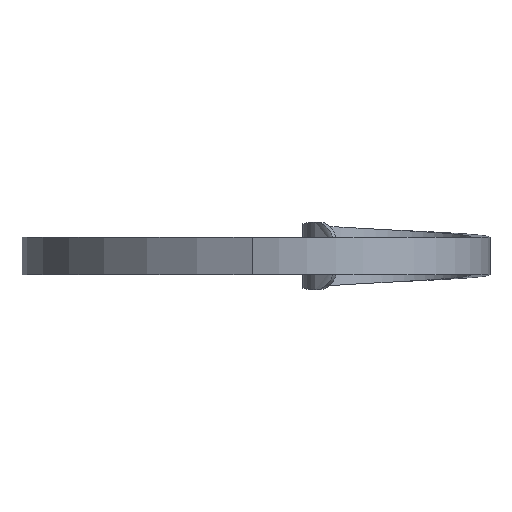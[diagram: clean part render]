
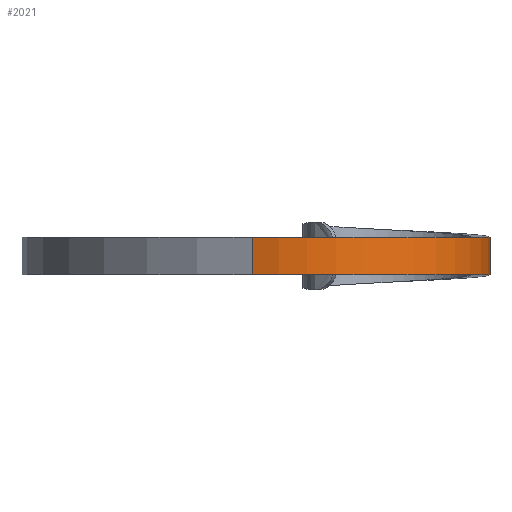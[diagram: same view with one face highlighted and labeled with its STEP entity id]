
A CAD part, left-side view. The second image highlights one B-rep face of the part: STEP entity #2021.
In plain terms, the highlighted cylindrical face has radius 75 mm (diameter 150 mm), a partial arc.
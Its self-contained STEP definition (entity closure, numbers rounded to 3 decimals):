
#820 = VECTOR ( 'NONE', #4616, 1000. ) ;
#988 = CARTESIAN_POINT ( 'NONE',  ( -72.5, -25., 8. ) ) ;
#1353 = ORIENTED_EDGE ( 'NONE', *, *, #11341, .F. ) ;
#1672 = ORIENTED_EDGE ( 'NONE', *, *, #5696, .T. ) ;
#1764 = CARTESIAN_POINT ( 'NONE',  ( -72.5, -25., 0. ) ) ;
#1919 = DIRECTION ( 'NONE',  ( 1., 0., 0. ) ) ;
#2021 = ADVANCED_FACE ( 'NONE', ( #5563 ), #8973, .T. ) ;
#2690 = CARTESIAN_POINT ( 'NONE',  ( -72.5, -25., -8. ) ) ;
#2794 = CARTESIAN_POINT ( 'NONE',  ( -142.605, 1.652, 8. ) ) ;
#2821 = DIRECTION ( 'NONE',  ( -0.935, 0.355, 0. ) ) ;
#3415 = AXIS2_PLACEMENT_3D ( 'NONE', #2690, #4557, #2821 ) ;
#3491 = CIRCLE ( 'NONE', #3415, 75. ) ;
#3789 = ORIENTED_EDGE ( 'NONE', *, *, #7575, .T. ) ;
#3798 = VECTOR ( 'NONE', #5713, 1000. ) ;
#4285 = CARTESIAN_POINT ( 'NONE',  ( -72.5, -100., 8. ) ) ;
#4557 = DIRECTION ( 'NONE',  ( 0., 0., 1. ) ) ;
#4616 = DIRECTION ( 'NONE',  ( 0., 0., -1. ) ) ;
#4681 = LINE ( 'NONE', #2794, #820 ) ;
#5304 = VERTEX_POINT ( 'NONE', #8525 ) ;
#5563 = FACE_OUTER_BOUND ( 'NONE', #9663, .T. ) ;
#5681 = DIRECTION ( 'NONE',  ( -0.935, 0.355, 0. ) ) ;
#5696 = EDGE_CURVE ( 'NONE', #5304, #6300, #3491, .T. ) ;
#5713 = DIRECTION ( 'NONE',  ( 0., 0., -1. ) ) ;
#5744 = EDGE_CURVE ( 'NONE', #6892, #6300, #7341, .T. ) ;
#6300 = VERTEX_POINT ( 'NONE', #10885 ) ;
#6634 = DIRECTION ( 'NONE',  ( 0., 0., 1. ) ) ;
#6892 = VERTEX_POINT ( 'NONE', #4285 ) ;
#7107 = CARTESIAN_POINT ( 'NONE',  ( -142.605, 1.652, 8. ) ) ;
#7276 = VERTEX_POINT ( 'NONE', #7107 ) ;
#7341 = LINE ( 'NONE', #11394, #3798 ) ;
#7491 = CIRCLE ( 'NONE', #8775, 75. ) ;
#7575 = EDGE_CURVE ( 'NONE', #7276, #5304, #4681, .T. ) ;
#8525 = CARTESIAN_POINT ( 'NONE',  ( -142.605, 1.652, -8. ) ) ;
#8775 = AXIS2_PLACEMENT_3D ( 'NONE', #988, #11272, #5681 ) ;
#8973 = CYLINDRICAL_SURFACE ( 'NONE', #10877, 75. ) ;
#9663 = EDGE_LOOP ( 'NONE', ( #1672, #11292, #1353, #3789 ) ) ;
#10877 = AXIS2_PLACEMENT_3D ( 'NONE', #1764, #6634, #1919 ) ;
#10885 = CARTESIAN_POINT ( 'NONE',  ( -72.5, -100., -8. ) ) ;
#11272 = DIRECTION ( 'NONE',  ( 0., 0., 1. ) ) ;
#11292 = ORIENTED_EDGE ( 'NONE', *, *, #5744, .F. ) ;
#11341 = EDGE_CURVE ( 'NONE', #7276, #6892, #7491, .T. ) ;
#11394 = CARTESIAN_POINT ( 'NONE',  ( -72.5, -100., 8. ) ) ;
